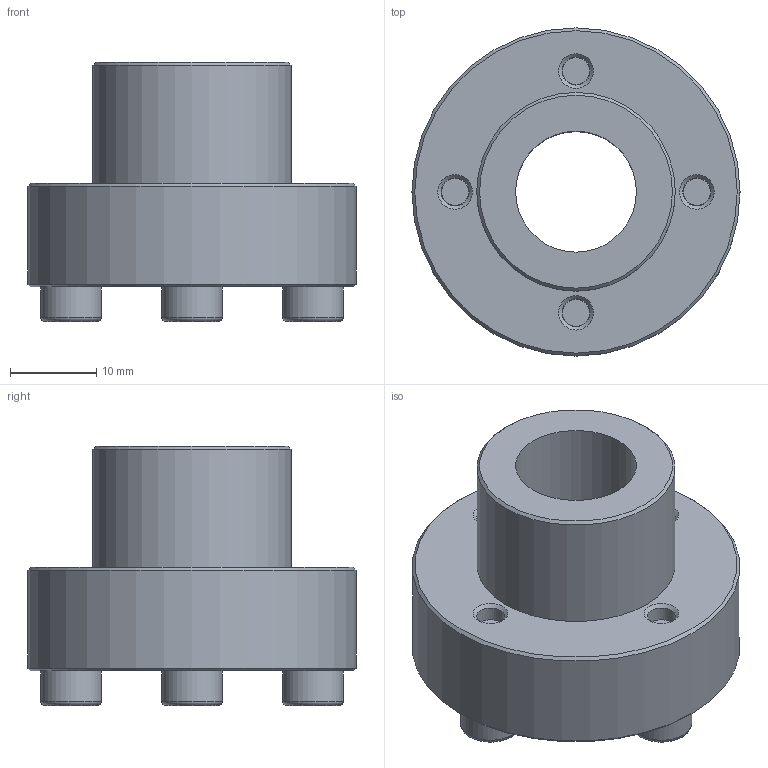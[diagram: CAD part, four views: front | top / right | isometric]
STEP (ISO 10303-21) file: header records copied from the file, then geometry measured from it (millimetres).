
FILE_DESCRIPTION( ( 'STEP AP214' ), '1' );
FILE_NAME( '61561400.stp', '2021-02-16T10:17:46', ( 'License CC BY-ND 4.0' ), ( 'CADENAS' ), ' ', 'PARTsolutions', ' ' );
FILE_SCHEMA( ( 'AUTOMOTIVE_DESIGN { 1 0 10303 214 1 1 1 1 }' ) );
Length unit declared in the file: millimetre
Products named in the file (4): 61561400; _dummy_com-b_61561400; _ring_com-b_61561400; _schr_com-b_61561400
Assembly tree (6 placements, depth 2):
  61561400
    _dummy_com-b_61561400
    _ring_com-b_61561400
    _schr_com-b_61561400  x4
Bounding box: 38 x 38 x 30 mm (x, y, z)
Volume: 16051.5 mm3; surface area: 7106.4 mm2
Topology: 5 solids, 5 shells, 77 faces, 156 edges, 99 vertices
Faces by surface type: plane 43, cylinder 15, cone 15, torus 4
Full cylindrical faces by diameter (mm): 3.242 x4, 4 x4, 7 x4, 14 x1, 23 x1, 38 x1
Entity records: 1200 total; most frequent: DIRECTION 164, CARTESIAN_POINT 135, ORIENTED_EDGE 98, AXIS2_PLACEMENT_3D 73, EDGE_LOOP 70, EDGE_CURVE 49, FACE_OUTER_BOUND 45, VERTEX_POINT 43
